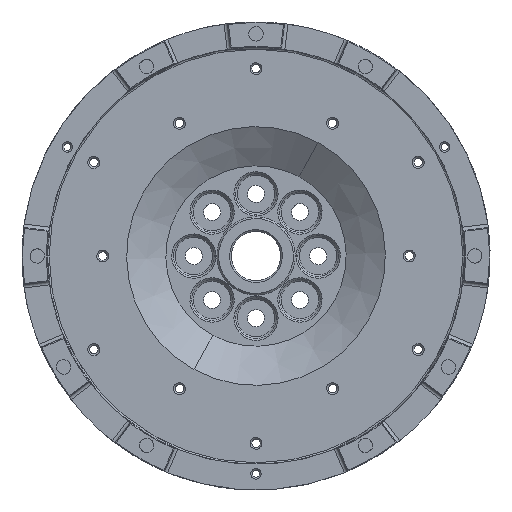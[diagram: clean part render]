
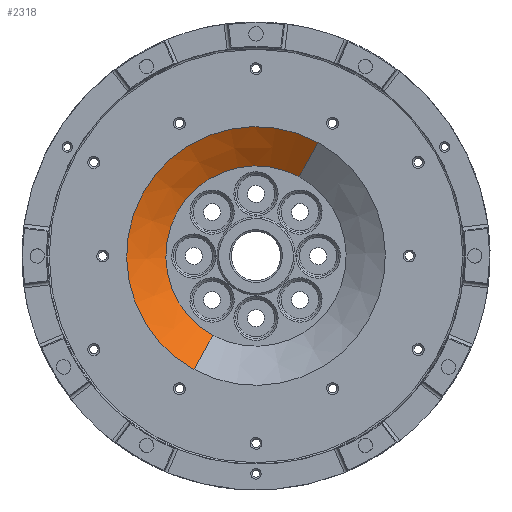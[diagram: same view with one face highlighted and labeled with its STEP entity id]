
A CAD part, top view. The second image highlights one B-rep face of the part: STEP entity #2318.
In plain terms, the highlighted conical face has half-angle 56.023 degrees and reference radius 53 mm.
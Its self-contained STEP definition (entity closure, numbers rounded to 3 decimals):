
#1740=AXIS2_PLACEMENT_3D('Circle Axis2P3D',#1738,#1739,$) ;
#2279=AXIS2_PLACEMENT_3D('Cone Axis2P3D',#2276,#2277,#2278) ;
#2309=AXIS2_PLACEMENT_3D('Circle Axis2P3D',#2307,#2308,$) ;
#1733=CARTESIAN_POINT('Vertex',(36.436,66.696,-7.5)) ;
#1735=CARTESIAN_POINT('Vertex',(-36.436,-66.696,-7.5)) ;
#1738=CARTESIAN_POINT('Axis2P3D Location',(0.,0.,-7.5)) ;
#2276=CARTESIAN_POINT('Axis2P3D Location',(0.,0.,-23.)) ;
#2281=CARTESIAN_POINT('Line Origine',(-30.923,-56.604,-15.25)) ;
#2285=CARTESIAN_POINT('Vertex',(-25.41,-46.512,-23.)) ;
#2288=CARTESIAN_POINT('Line Origine',(30.923,56.604,-15.25)) ;
#2292=CARTESIAN_POINT('Vertex',(25.41,46.512,-23.)) ;
#2307=CARTESIAN_POINT('Axis2P3D Location',(0.,0.,-23.)) ;
#1739=DIRECTION('Axis2P3D Direction',(0.,0.,1.)) ;
#2277=DIRECTION('Axis2P3D Direction',(-0.,0.,1.)) ;
#2278=DIRECTION('Axis2P3D XDirection',(0.479,0.878,0.)) ;
#2282=DIRECTION('Vector Direction',(-0.398,-0.728,0.559)) ;
#2289=DIRECTION('Vector Direction',(0.398,0.728,0.559)) ;
#2308=DIRECTION('Axis2P3D Direction',(0.,0.,1.)) ;
#2283=VECTOR('Line Direction',#2282,1.) ;
#2290=VECTOR('Line Direction',#2289,1.) ;
#2313=ORIENTED_EDGE('',*,*,#2294,.T.) ;
#2314=ORIENTED_EDGE('',*,*,#1742,.F.) ;
#2315=ORIENTED_EDGE('',*,*,#2287,.F.) ;
#2316=ORIENTED_EDGE('',*,*,#2311,.T.) ;
#2318=ADVANCED_FACE('DISQUE_VM_CRABE',(#2317),#2280,.F.) ;
#1741=CIRCLE('generated circle',#1740,76.) ;
#2310=CIRCLE('generated circle',#2309,53.) ;
#2280=CONICAL_SURFACE('Cone',#2279,53.,0.978) ;
#1742=EDGE_CURVE('',#1736,#1734,#1741,.F.) ;
#2287=EDGE_CURVE('',#2286,#1736,#2284,.T.) ;
#2294=EDGE_CURVE('',#2293,#1734,#2291,.T.) ;
#2311=EDGE_CURVE('',#2286,#2293,#2310,.F.) ;
#2312=EDGE_LOOP('',(#2313,#2314,#2315,#2316)) ;
#2317=FACE_OUTER_BOUND('',#2312,.T.) ;
#2284=LINE('Line',#2281,#2283) ;
#2291=LINE('Line',#2288,#2290) ;
#1734=VERTEX_POINT('',#1733) ;
#1736=VERTEX_POINT('',#1735) ;
#2286=VERTEX_POINT('',#2285) ;
#2293=VERTEX_POINT('',#2292) ;
